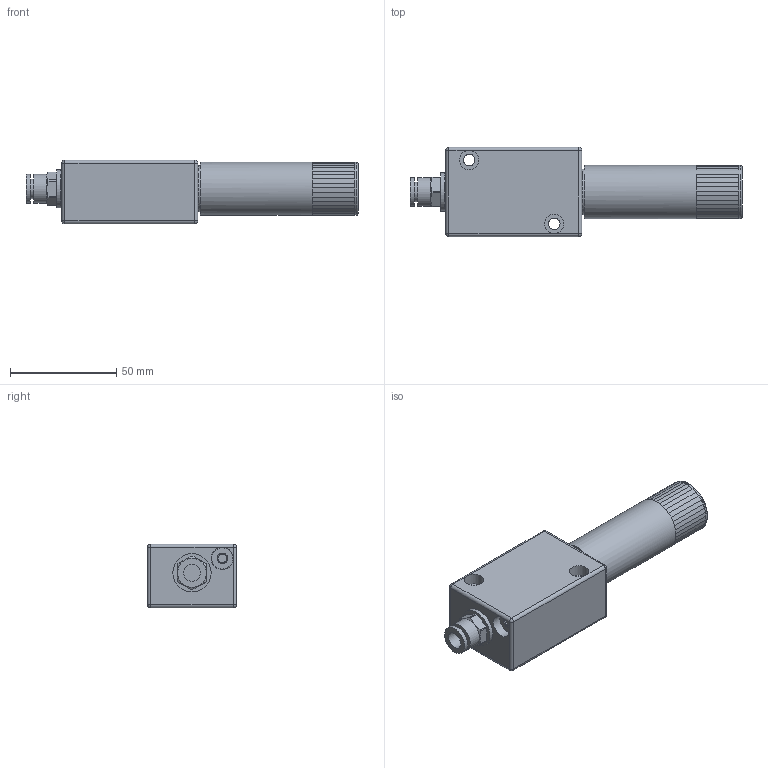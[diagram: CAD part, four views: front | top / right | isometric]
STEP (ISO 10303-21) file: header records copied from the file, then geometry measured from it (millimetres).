
FILE_DESCRIPTION(/* description */ (''),/* implementation_level */ '2;1');
FILE_NAME(/* name */ 'evk3b200plv.stp',/* time_stamp */ '2022-09-23T12:24:13+02:00',/* author */ ('enginyeria'),/* organization */ (''),/* preprocessor_version */ 'ST-DEVELOPER v17.2',/* originating_system */ 'Autodesk Inventor 2019',/* authorisation */ '');
FILE_SCHEMA (('AUTOMOTIVE_DESIGN { 1 0 10303 214 3 1 1 }'));
Length unit declared in the file: millimetre
Products named in the file (1): Pieza5
Bounding box: 156.1 x 42 x 30 mm (x, y, z)
Volume: 105011.9 mm3; surface area: 24223.6 mm2
Topology: 1 solids, 1 shells, 189 faces, 359 edges, 186 vertices
Faces by surface type: plane 138, cylinder 37, sphere 8, cone 4, torus 2
Full cylindrical faces by diameter (mm): 4.134 x1, 5.5 x2, 8 x1, 9 x2, 9.2 x1, 10.5 x1, 11 x1, 13.6 x2, 18 x1, 18.631 x1, 21 x1, 21.6 x1, 25 x2, 28 x1, 32 x1
Entity records: 4650 total; most frequent: DIRECTION 907, CARTESIAN_POINT 749, ORIENTED_EDGE 718, AXIS2_PLACEMENT_3D 365, EDGE_CURVE 359, EDGE_LOOP 207, FACE_OUTER_BOUND 189, ADVANCED_FACE 189
